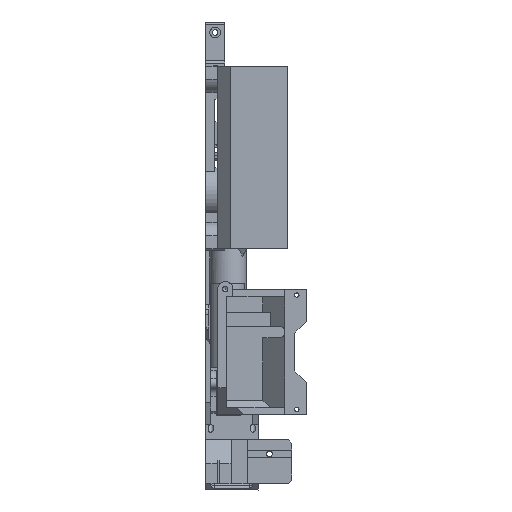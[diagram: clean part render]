
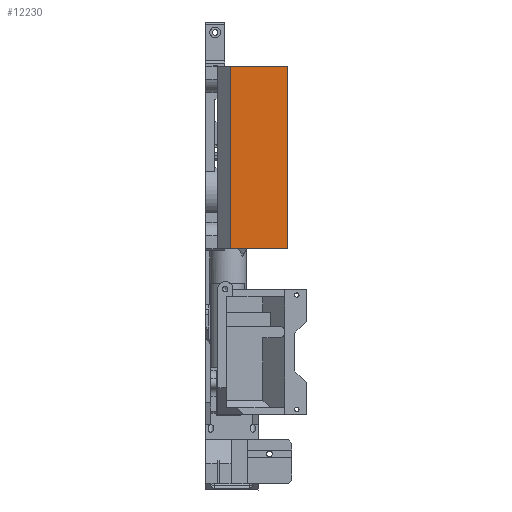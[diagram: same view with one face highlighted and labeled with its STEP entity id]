
A CAD part, front view. The second image highlights one B-rep face of the part: STEP entity #12230.
In plain terms, the highlighted face is planar.
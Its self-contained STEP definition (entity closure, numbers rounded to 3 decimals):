
#1041=FACE_OUTER_BOUND('',#1733,.T.);
#1733=EDGE_LOOP('',(#8886,#8887,#8888,#8889));
#2614=LINE('',#18845,#3962);
#2615=LINE('',#18847,#3963);
#2616=LINE('',#18849,#3964);
#2617=LINE('',#18850,#3965);
#3962=VECTOR('',#14706,10.);
#3963=VECTOR('',#14707,10.);
#3964=VECTOR('',#14708,10.);
#3965=VECTOR('',#14709,10.);
#5308=VERTEX_POINT('',#18843);
#5309=VERTEX_POINT('',#18844);
#5310=VERTEX_POINT('',#18846);
#5311=VERTEX_POINT('',#18848);
#6639=EDGE_CURVE('',#5308,#5309,#2614,.T.);
#6640=EDGE_CURVE('',#5309,#5310,#2615,.T.);
#6641=EDGE_CURVE('',#5311,#5310,#2616,.T.);
#6642=EDGE_CURVE('',#5308,#5311,#2617,.T.);
#8886=ORIENTED_EDGE('',*,*,#6639,.T.);
#8887=ORIENTED_EDGE('',*,*,#6640,.T.);
#8888=ORIENTED_EDGE('',*,*,#6641,.F.);
#8889=ORIENTED_EDGE('',*,*,#6642,.F.);
#11725=PLANE('',#13100);
#12230=ADVANCED_FACE('',(#1041),#11725,.T.);
#13100=AXIS2_PLACEMENT_3D('',#18842,#14704,#14705);
#14704=DIRECTION('center_axis',(-1.,0.,0.));
#14705=DIRECTION('ref_axis',(0.,0.,
-1.));
#14706=DIRECTION('',(0.,0.,-1.));
#14707=DIRECTION('',(0.,-1.,0.));
#14708=DIRECTION('',(0.,0.,-1.));
#14709=DIRECTION('',(0.,-1.,0.));
#18842=CARTESIAN_POINT('Origin',(-180.743,-175.932,32.932));
#18843=CARTESIAN_POINT('',(-180.743,-175.932,35.003));
#18844=CARTESIAN_POINT('',(-180.743,-175.932,2.432));
#18845=CARTESIAN_POINT('',(-180.743,-175.932,31.7));
#18846=CARTESIAN_POINT('',(-180.743,-279.804,2.432));
#18847=CARTESIAN_POINT('',(-180.743,-175.932,2.432));
#18848=CARTESIAN_POINT('',(-180.743,-279.804,35.003));
#18849=CARTESIAN_POINT('',(-180.743,-279.804,36.95));
#18850=CARTESIAN_POINT('',(-180.743,-175.932,35.003));
